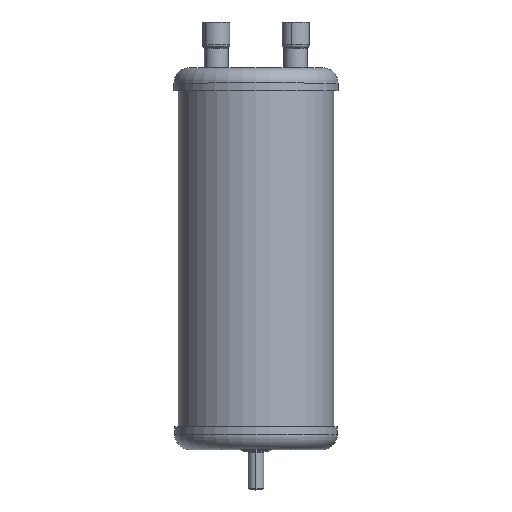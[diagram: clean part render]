
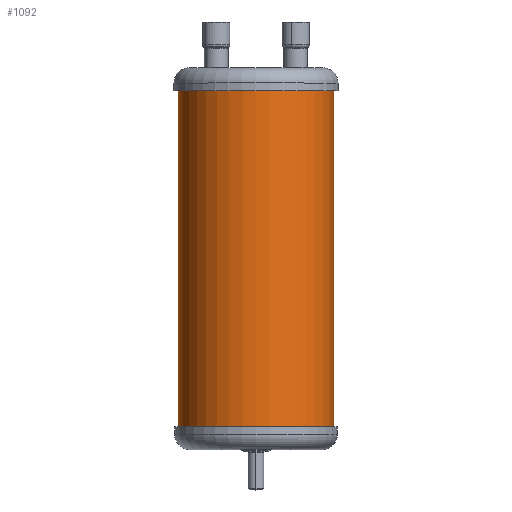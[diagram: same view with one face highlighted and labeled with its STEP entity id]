
A CAD part, top view. The second image highlights one B-rep face of the part: STEP entity #1092.
In plain terms, the highlighted cylindrical face has radius 50.8 mm (diameter 101.6 mm), a partial arc.
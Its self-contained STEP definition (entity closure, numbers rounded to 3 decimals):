
#169=DIRECTION('',(0.,-1.,0.));
#170=VECTOR('',#169,220.);
#171=CARTESIAN_POINT('',(-50.8,110.,0.));
#172=LINE('',#171,#170);
#173=CARTESIAN_POINT('',(0.,-110.,0.));
#174=DIRECTION('',(0.,1.,0.));
#175=DIRECTION('',(-1.,0.,0.));
#176=AXIS2_PLACEMENT_3D('',#173,#174,#175);
#178=CARTESIAN_POINT('',(0.,110.,0.));
#179=DIRECTION('',(0.,1.,0.));
#180=DIRECTION('',(-1.,0.,0.));
#181=AXIS2_PLACEMENT_3D('',#178,#179,#180);
#183=DIRECTION('',(0.,-1.,0.));
#184=VECTOR('',#183,220.);
#185=CARTESIAN_POINT('',(50.8,110.,0.));
#186=LINE('',#185,#184);
#826=CARTESIAN_POINT('',(50.8,110.,0.));
#827=CARTESIAN_POINT('',(-50.8,110.,0.));
#828=VERTEX_POINT('',#826);
#829=VERTEX_POINT('',#827);
#830=CARTESIAN_POINT('',(50.8,-110.,0.));
#831=CARTESIAN_POINT('',(-50.8,-110.,0.));
#832=VERTEX_POINT('',#830);
#833=VERTEX_POINT('',#831);
#1080=CARTESIAN_POINT('',(0.,252.,0.));
#1081=DIRECTION('',(0.,1.,0.));
#1082=DIRECTION('',(1.,0.,0.));
#1083=AXIS2_PLACEMENT_3D('',#1080,#1081,#1082);
#1084=CYLINDRICAL_SURFACE('',#1083,50.8);
#1085=ORIENTED_EDGE('',*,*,#1048,.F.);
#1086=ORIENTED_EDGE('',*,*,#1075,.F.);
#1088=ORIENTED_EDGE('',*,*,#1087,.T.);
#1089=ORIENTED_EDGE('',*,*,#1071,.T.);
#1090=EDGE_LOOP('',(#1085,#1086,#1088,#1089));
#1091=FACE_OUTER_BOUND('',#1090,.F.);
#1092=ADVANCED_FACE('',(#1091),#1084,.T.);
#177=CIRCLE('',#176,50.8);
#182=CIRCLE('',#181,50.8);
#1048=EDGE_CURVE('',#833,#832,#177,.T.);
#1071=EDGE_CURVE('',#828,#832,#186,.T.);
#1075=EDGE_CURVE('',#829,#833,#172,.T.);
#1087=EDGE_CURVE('',#829,#828,#182,.T.);
